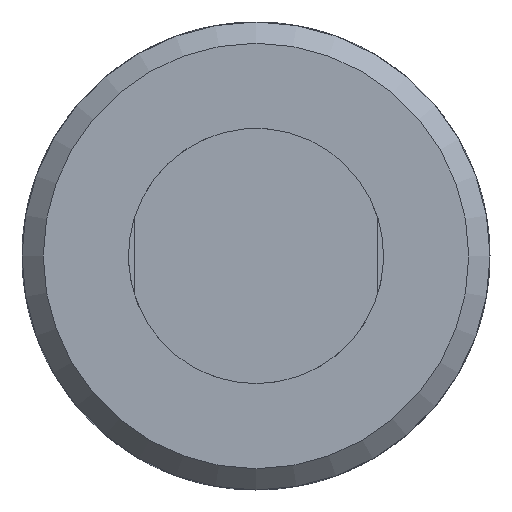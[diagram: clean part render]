
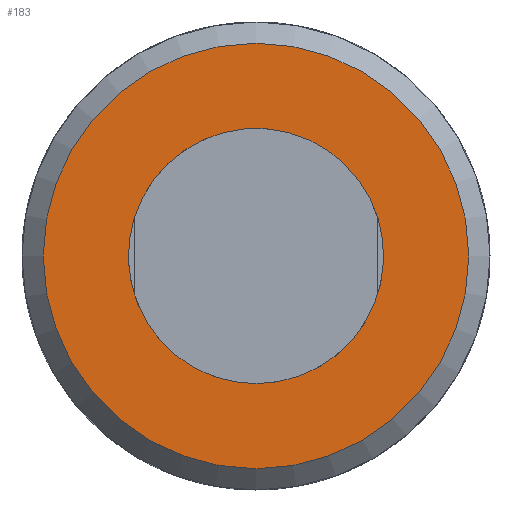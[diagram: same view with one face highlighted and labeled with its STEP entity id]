
A CAD part, left-side view. The second image highlights one B-rep face of the part: STEP entity #183.
In plain terms, the highlighted planar face has unit normal (-1, 0, 0).
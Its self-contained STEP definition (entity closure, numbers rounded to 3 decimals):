
#183 = ADVANCED_FACE( '', ( #387, #388 ), #389, .F. );
#387 = FACE_OUTER_BOUND( '', #679, .T. );
#388 = FACE_BOUND( '', #680, .T. );
#389 = PLANE( '', #681 );
#679 = EDGE_LOOP( '', ( #966 ) );
#680 = EDGE_LOOP( '', ( #967 ) );
#681 = AXIS2_PLACEMENT_3D( '', #968, #969, #970 );
#966 = ORIENTED_EDGE( '', *, *, #1568, .F. );
#967 = ORIENTED_EDGE( '', *, *, #1569, .T. );
#968 = CARTESIAN_POINT( '', ( 0., 0., 0. ) );
#969 = DIRECTION( '', ( 1., 0., 0. ) );
#970 = DIRECTION( '', ( 0., 0., -1. ) );
#1568 = EDGE_CURVE( '', #1801, #1801, #1802, .T. );
#1569 = EDGE_CURVE( '', #1803, #1803, #1804, .T. );
#1801 = VERTEX_POINT( '', #2133 );
#1802 = CIRCLE( '', #2134, 10. );
#1803 = VERTEX_POINT( '', #2135 );
#1804 = CIRCLE( '', #2136, 6. );
#2133 = CARTESIAN_POINT( '', ( 0., 0., -10. ) );
#2134 = AXIS2_PLACEMENT_3D( '', #3454, #3455, #3456 );
#2135 = CARTESIAN_POINT( '', ( 0., 0., -6. ) );
#2136 = AXIS2_PLACEMENT_3D( '', #3457, #3458, #3459 );
#3454 = CARTESIAN_POINT( '', ( 0., 0., 0. ) );
#3455 = DIRECTION( '', ( 1., 0., 0. ) );
#3456 = DIRECTION( '', ( 0., 0., -1. ) );
#3457 = CARTESIAN_POINT( '', ( 0., 0., 0. ) );
#3458 = DIRECTION( '', ( 1., 0., 0. ) );
#3459 = DIRECTION( '', ( 0., 0., -1. ) );
